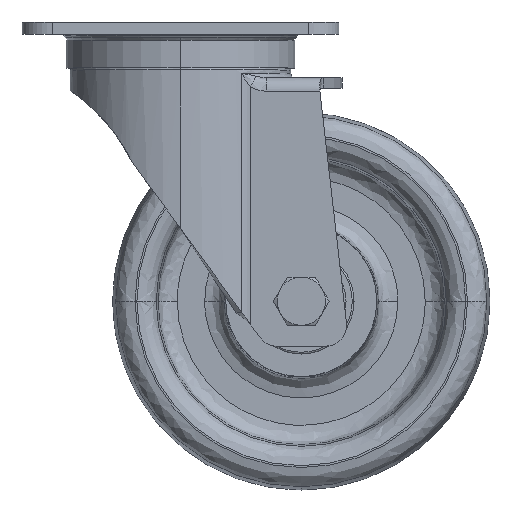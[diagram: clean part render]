
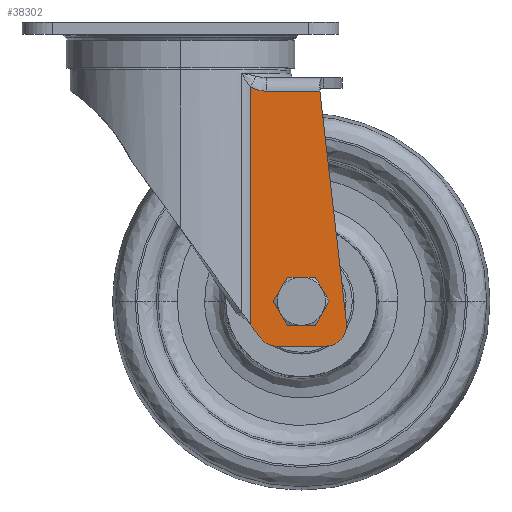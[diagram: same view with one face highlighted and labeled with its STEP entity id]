
A CAD part, top view. The second image highlights one B-rep face of the part: STEP entity #38302.
In plain terms, the highlighted planar face has unit normal (0, 0, 1).
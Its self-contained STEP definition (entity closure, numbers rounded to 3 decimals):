
#313 = ORIENTED_EDGE ( 'NONE', *, *, #33796, .T. ) ;
#400 = EDGE_CURVE ( 'NONE', #34550, #32852, #17974, .T. ) ;
#620 = EDGE_LOOP ( 'NONE', ( #3783, #313, #6815, #35994, #31488, #8987, #31957, #12805 ) ) ;
#629 = CARTESIAN_POINT ( 'NONE',  ( 32., -100.401, 29.5 ) ) ;
#918 = DIRECTION ( 'NONE',  ( -1., 0., 0. ) ) ;
#1036 = CARTESIAN_POINT ( 'NONE',  ( 27.644, -22.9, 29.5 ) ) ;
#1446 = EDGE_CURVE ( 'NONE', #16154, #31385, #29073, .T. ) ;
#1526 = VECTOR ( 'NONE', #918, 1000. ) ;
#1566 = CARTESIAN_POINT ( 'NONE',  ( 54.955, -99.605, 29.5 ) ) ;
#1940 = CARTESIAN_POINT ( 'NONE',  ( 32., -107.401, 29.5 ) ) ;
#3171 = DIRECTION ( 'NONE',  ( 1., 0., 0. ) ) ;
#3711 = DIRECTION ( 'NONE',  ( 0., -1., 0. ) ) ;
#3750 = PLANE ( 'NONE',  #4050 ) ;
#3783 = ORIENTED_EDGE ( 'NONE', *, *, #39718, .T. ) ;
#3928 = CARTESIAN_POINT ( 'NONE',  ( 46.18, -22.9, 29.5 ) ) ;
#4050 = AXIS2_PLACEMENT_3D ( 'NONE', #16199, #37832, #19323 ) ;
#4468 = CARTESIAN_POINT ( 'NONE',  ( 40., -92.5, 29.5 ) ) ;
#4770 = ORIENTED_EDGE ( 'NONE', *, *, #1446, .T. ) ;
#4815 = LINE ( 'NONE', #1566, #12131 ) ;
#5682 = VERTEX_POINT ( 'NONE', #33044 ) ;
#6352 = DIRECTION ( 'NONE',  ( 0., 0., 1. ) ) ;
#6815 = ORIENTED_EDGE ( 'NONE', *, *, #400, .T. ) ;
#7086 = CARTESIAN_POINT ( 'NONE',  ( 23.065, -21.385, 29.5 ) ) ;
#7146 = CARTESIAN_POINT ( 'NONE',  ( 40., -92.5, 29.5 ) ) ;
#7627 = DIRECTION ( 'NONE',  ( 0., 1., 0. ) ) ;
#7769 = VECTOR ( 'NONE', #3171, 1000. ) ;
#8391 = CARTESIAN_POINT ( 'NONE',  ( 23.065, -100.025, 29.5 ) ) ;
#8987 = ORIENTED_EDGE ( 'NONE', *, *, #38039, .T. ) ;
#9563 = CARTESIAN_POINT ( 'NONE',  ( 40., -87.25, 29.5 ) ) ;
#10043 = LINE ( 'NONE', #30155, #18263 ) ;
#10246 = CARTESIAN_POINT ( 'NONE',  ( 0., -22.9, 29.5 ) ) ;
#10269 = DIRECTION ( 'NONE',  ( 0., 1., 0. ) ) ;
#10984 = FACE_OUTER_BOUND ( 'NONE', #620, .T. ) ;
#11227 = DIRECTION ( 'NONE',  ( 0.589, -0.808, 0. ) ) ;
#11653 = DIRECTION ( 'NONE',  ( 0., -1., 0. ) ) ;
#11893 = AXIS2_PLACEMENT_3D ( 'NONE', #629, #22240, #3711 ) ;
#12131 = VECTOR ( 'NONE', #23224, 1000. ) ;
#12805 = ORIENTED_EDGE ( 'NONE', *, *, #31909, .T. ) ;
#13292 = CARTESIAN_POINT ( 'NONE',  ( 23.484, -21.638, 29.5 ) ) ;
#14375 = VERTEX_POINT ( 'NONE', #8391 ) ;
#15134 = AXIS2_PLACEMENT_3D ( 'NONE', #7146, #28803, #10269 ) ;
#16081 = VERTEX_POINT ( 'NONE', #36878 ) ;
#16154 = VERTEX_POINT ( 'NONE', #9563 ) ;
#16199 = CARTESIAN_POINT ( 'NONE',  ( 0., -15.601, 29.5 ) ) ;
#16425 = CARTESIAN_POINT ( 'NONE',  ( 24.809, -22.229, 29.5 ) ) ;
#17003 = CARTESIAN_POINT ( 'NONE',  ( 40., -97.75, 29.5 ) ) ;
#17221 = VERTEX_POINT ( 'NONE', #34735 ) ;
#17974 = LINE ( 'NONE', #10246, #1526 ) ;
#18247 = FACE_BOUND ( 'NONE', #36206, .T. ) ;
#18263 = VECTOR ( 'NONE', #11653, 1000. ) ;
#18647 = AXIS2_PLACEMENT_3D ( 'NONE', #24921, #6352, #28047 ) ;
#19323 = DIRECTION ( 'NONE',  ( 0., -1., 0. ) ) ;
#19557 = CARTESIAN_POINT ( 'NONE',  ( 26.679, -22.768, 29.5 ) ) ;
#20712 = LINE ( 'NONE', #29735, #28013 ) ;
#21780 = AXIS2_PLACEMENT_3D ( 'NONE', #4468, #26154, #7627 ) ;
#22240 = DIRECTION ( 'NONE',  ( 0., 0., 1. ) ) ;
#22644 = CARTESIAN_POINT ( 'NONE',  ( 28.618, -22.9, 29.5 ) ) ;
#23224 = DIRECTION ( 'NONE',  ( -0.114, 0.994, 0. ) ) ;
#23357 = CARTESIAN_POINT ( 'NONE',  ( 26.342, -104.523, 29.5 ) ) ;
#24209 = LINE ( 'NONE', #33998, #7769 ) ;
#24903 = VERTEX_POINT ( 'NONE', #1940 ) ;
#24921 = CARTESIAN_POINT ( 'NONE',  ( 48., -100.401, 29.5 ) ) ;
#26154 = DIRECTION ( 'NONE',  ( 0., 0., -1. ) ) ;
#28013 = VECTOR ( 'NONE', #11227, 1000. ) ;
#28047 = DIRECTION ( 'NONE',  ( 0., -1., 0. ) ) ;
#28803 = DIRECTION ( 'NONE',  ( 0., 0., -1. ) ) ;
#29073 = CIRCLE ( 'NONE', #21780, 5.25 ) ;
#29408 = EDGE_CURVE ( 'NONE', #17221, #14375, #10043, .T. ) ;
#29735 = CARTESIAN_POINT ( 'NONE',  ( 23.065, -100.025, 29.5 ) ) ;
#29749 = EDGE_CURVE ( 'NONE', #31385, #16154, #30800, .T. ) ;
#30155 = CARTESIAN_POINT ( 'NONE',  ( 23.065, 12.922, 29.5 ) ) ;
#30800 = CIRCLE ( 'NONE', #15134, 5.25 ) ;
#30857 = CIRCLE ( 'NONE', #11893, 7. ) ;
#31385 = VERTEX_POINT ( 'NONE', #17003 ) ;
#31398 = VERTEX_POINT ( 'NONE', #23357 ) ;
#31488 = ORIENTED_EDGE ( 'NONE', *, *, #29408, .T. ) ;
#31754 = B_SPLINE_CURVE_WITH_KNOTS ( 'NONE', 3,
 ( #7086, #13292, #34949, #16425, #38052, #19557, #1036, #22644 ),
 .UNSPECIFIED., .F., .F.,
 ( 4, 2, 2, 4 ),
 ( 0., 0.25, 0.5, 1. ),
 .UNSPECIFIED. ) ;
#31909 = EDGE_CURVE ( 'NONE', #24903, #16081, #24209, .T. ) ;
#31957 = ORIENTED_EDGE ( 'NONE', *, *, #39289, .T. ) ;
#32852 = VERTEX_POINT ( 'NONE', #36190 ) ;
#33044 = CARTESIAN_POINT ( 'NONE',  ( 54.955, -99.605, 29.5 ) ) ;
#33243 = EDGE_CURVE ( 'NONE', #17221, #32852, #31754, .T. ) ;
#33796 = EDGE_CURVE ( 'NONE', #5682, #34550, #4815, .T. ) ;
#33998 = CARTESIAN_POINT ( 'NONE',  ( 0., -107.401, 29.5 ) ) ;
#34550 = VERTEX_POINT ( 'NONE', #3928 ) ;
#34735 = CARTESIAN_POINT ( 'NONE',  ( 23.065, -21.385, 29.5 ) ) ;
#34949 = CARTESIAN_POINT ( 'NONE',  ( 23.917, -21.855, 29.5 ) ) ;
#35049 = ORIENTED_EDGE ( 'NONE', *, *, #29749, .T. ) ;
#35195 = CIRCLE ( 'NONE', #18647, 7. ) ;
#35994 = ORIENTED_EDGE ( 'NONE', *, *, #33243, .F. ) ;
#36190 = CARTESIAN_POINT ( 'NONE',  ( 28.618, -22.9, 29.5 ) ) ;
#36206 = EDGE_LOOP ( 'NONE', ( #4770, #35049 ) ) ;
#36878 = CARTESIAN_POINT ( 'NONE',  ( 48., -107.401, 29.5 ) ) ;
#37832 = DIRECTION ( 'NONE',  ( 0., 0., 1. ) ) ;
#38039 = EDGE_CURVE ( 'NONE', #14375, #31398, #20712, .T. ) ;
#38052 = CARTESIAN_POINT ( 'NONE',  ( 25.267, -22.386, 29.5 ) ) ;
#38302 = ADVANCED_FACE ( 'NONE', ( #10984, #18247 ), #3750, .T. ) ;
#39289 = EDGE_CURVE ( 'NONE', #31398, #24903, #30857, .T. ) ;
#39718 = EDGE_CURVE ( 'NONE', #16081, #5682, #35195, .T. ) ;
